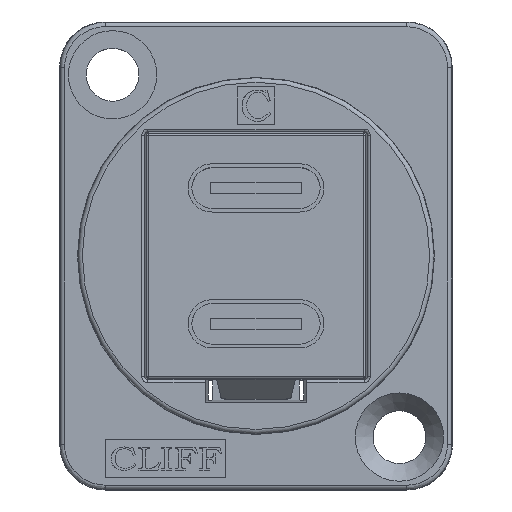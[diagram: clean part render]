
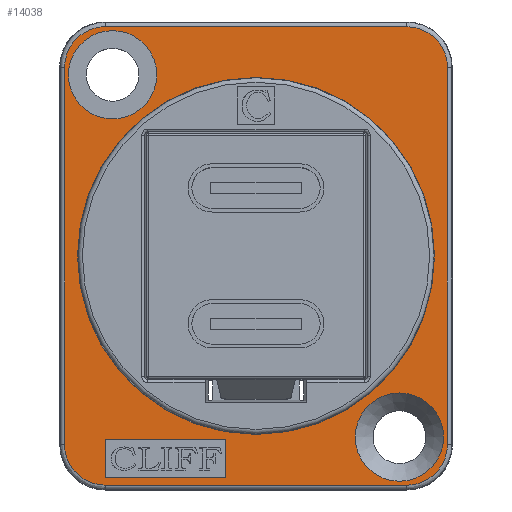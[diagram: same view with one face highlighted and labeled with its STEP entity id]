
A CAD part, top view. The second image highlights one B-rep face of the part: STEP entity #14038.
In plain terms, the highlighted planar face has unit normal (0, 0, 1).
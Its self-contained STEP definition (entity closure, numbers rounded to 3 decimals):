
#413=ELLIPSE('',#14896,2.7,2.7);
#414=ELLIPSE('',#14897,2.7,2.7);
#415=ELLIPSE('',#14898,2.7,2.7);
#416=ELLIPSE('',#14899,2.7,2.7);
#458=FACE_BOUND('',#5354,.T.);
#459=FACE_BOUND('',#5355,.T.);
#460=FACE_BOUND('',#5356,.T.);
#461=FACE_BOUND('',#5357,.T.);
#943=PLANE('',#14895);
#2346=LINE('',#24202,#3802);
#2350=LINE('',#24210,#3806);
#2353=LINE('',#24216,#3809);
#2356=LINE('',#24221,#3812);
#2390=LINE('',#24330,#3846);
#2391=LINE('',#24334,#3847);
#2392=LINE('',#24338,#3848);
#2393=LINE('',#24341,#3849);
#3802=VECTOR('',#17867,2.5);
#3806=VECTOR('',#17873,8.);
#3809=VECTOR('',#17878,2.5);
#3812=VECTOR('',#17883,8.);
#3846=VECTOR('',#17981,24.965);
#3847=VECTOR('',#17984,19.965);
#3848=VECTOR('',#17987,24.965);
#3849=VECTOR('',#17990,19.965);
#4615=FACE_OUTER_BOUND('',#5353,.T.);
#5353=EDGE_LOOP('',(#12490,#12491,#12492,#12493,#12494,#12495,#12496,#12497));
#5354=EDGE_LOOP('',(#12498,#12499,#12500,#12501));
#5355=EDGE_LOOP('',(#12502));
#5356=EDGE_LOOP('',(#12503));
#5357=EDGE_LOOP('',(#12504));
#5529=CIRCLE('',#14689,11.823);
#5574=CIRCLE('',#14900,2.925);
#5575=CIRCLE('',#14901,2.925);
#6476=VERTEX_POINT('',#22128);
#6789=VERTEX_POINT('',#24200);
#6790=VERTEX_POINT('',#24201);
#6793=VERTEX_POINT('',#24209);
#6795=VERTEX_POINT('',#24215);
#6824=VERTEX_POINT('',#24326);
#6825=VERTEX_POINT('',#24327);
#6826=VERTEX_POINT('',#24329);
#6827=VERTEX_POINT('',#24331);
#6828=VERTEX_POINT('',#24333);
#6829=VERTEX_POINT('',#24335);
#6830=VERTEX_POINT('',#24337);
#6831=VERTEX_POINT('',#24339);
#6832=VERTEX_POINT('',#24342);
#6833=VERTEX_POINT('',#24344);
#8186=EDGE_CURVE('',#6476,#6476,#5529,.T.);
#8675=EDGE_CURVE('',#6789,#6790,#2346,.T.);
#8679=EDGE_CURVE('',#6793,#6789,#2350,.T.);
#8682=EDGE_CURVE('',#6795,#6793,#2353,.T.);
#8685=EDGE_CURVE('',#6790,#6795,#2356,.T.);
#8734=EDGE_CURVE('',#6824,#6825,#413,.T.);
#8735=EDGE_CURVE('',#6826,#6824,#2390,.T.);
#8736=EDGE_CURVE('',#6827,#6826,#414,.T.);
#8737=EDGE_CURVE('',#6828,#6827,#2391,.T.);
#8738=EDGE_CURVE('',#6829,#6828,#415,.T.);
#8739=EDGE_CURVE('',#6830,#6829,#2392,.T.);
#8740=EDGE_CURVE('',#6831,#6830,#416,.T.);
#8741=EDGE_CURVE('',#6825,#6831,#2393,.T.);
#8742=EDGE_CURVE('',#6832,#6832,#5574,.T.);
#8743=EDGE_CURVE('',#6833,#6833,#5575,.T.);
#12490=ORIENTED_EDGE('',*,*,#8734,.F.);
#12491=ORIENTED_EDGE('',*,*,#8735,.F.);
#12492=ORIENTED_EDGE('',*,*,#8736,.F.);
#12493=ORIENTED_EDGE('',*,*,#8737,.F.);
#12494=ORIENTED_EDGE('',*,*,#8738,.F.);
#12495=ORIENTED_EDGE('',*,*,#8739,.F.);
#12496=ORIENTED_EDGE('',*,*,#8740,.F.);
#12497=ORIENTED_EDGE('',*,*,#8741,.F.);
#12498=ORIENTED_EDGE('',*,*,#8675,.T.);
#12499=ORIENTED_EDGE('',*,*,#8685,.T.);
#12500=ORIENTED_EDGE('',*,*,#8682,.T.);
#12501=ORIENTED_EDGE('',*,*,#8679,.T.);
#12502=ORIENTED_EDGE('',*,*,#8186,.T.);
#12503=ORIENTED_EDGE('',*,*,#8742,.T.);
#12504=ORIENTED_EDGE('',*,*,#8743,.T.);
#14038=ADVANCED_FACE('',(#4615,#458,#459,#460,#461),#943,.T.);
#14689=AXIS2_PLACEMENT_3D('',#22129,#17185,#17186);
#14895=AXIS2_PLACEMENT_3D('',#24325,#17977,#17978);
#14896=AXIS2_PLACEMENT_3D('',#24328,#17979,#17980);
#14897=AXIS2_PLACEMENT_3D('',#24332,#17982,#17983);
#14898=AXIS2_PLACEMENT_3D('',#24336,#17985,#17986);
#14899=AXIS2_PLACEMENT_3D('',#24340,#17988,#17989);
#14900=AXIS2_PLACEMENT_3D('',#24343,#17991,#17992);
#14901=AXIS2_PLACEMENT_3D('',#24345,#17993,#17994);
#17185=DIRECTION('center_axis',(0.,0.,
-1.));
#17186=DIRECTION('ref_axis',(-1.,0.,0.));
#17867=DIRECTION('',(0.,1.,0.));
#17873=DIRECTION('',(-1.,0.,0.));
#17878=DIRECTION('',(0.,-1.,0.));
#17883=DIRECTION('',(1.,0.,0.));
#17977=DIRECTION('center_axis',(0.,0.,
1.));
#17978=DIRECTION('ref_axis',(1.,0.,0.));
#17979=DIRECTION('center_axis',(0.,0.,
-1.));
#17980=DIRECTION('ref_axis',(-0.707,0.707,0.));
#17981=DIRECTION('',(0.,1.,0.));
#17982=DIRECTION('center_axis',(0.,0.,
-1.));
#17983=DIRECTION('ref_axis',(-0.707,-0.707,0.));
#17984=DIRECTION('',(-1.,0.,0.));
#17985=DIRECTION('center_axis',(0.,0.,
-1.));
#17986=DIRECTION('ref_axis',(0.707,-0.707,0.));
#17987=DIRECTION('',(0.,-1.,0.));
#17988=DIRECTION('center_axis',(0.,0.,
-1.));
#17989=DIRECTION('ref_axis',(0.707,0.707,0.));
#17990=DIRECTION('',(1.,0.,0.));
#17991=DIRECTION('center_axis',(0.,0.,
-1.));
#17992=DIRECTION('ref_axis',(1.,0.,0.));
#17993=DIRECTION('center_axis',(0.,0.,
-1.));
#17994=DIRECTION('ref_axis',(1.,0.,0.));
#22128=CARTESIAN_POINT('',(11.823,0.,2.3));
#22129=CARTESIAN_POINT('Origin',(0.,0.,
2.3));
#24200=CARTESIAN_POINT('',(-10.,-14.683,2.3));
#24201=CARTESIAN_POINT('',(-10.,-12.183,2.3));
#24202=CARTESIAN_POINT('',(-10.,-7.341,2.3));
#24209=CARTESIAN_POINT('',(-2.,-14.683,2.3));
#24210=CARTESIAN_POINT('',(-1.,-14.683,2.3));
#24215=CARTESIAN_POINT('',(-2.,-12.183,2.3));
#24216=CARTESIAN_POINT('',(-2.,-6.091,2.3));
#24221=CARTESIAN_POINT('',(-5.,-12.183,2.3));
#24325=CARTESIAN_POINT('Origin',(0.,0.,
2.3));
#24326=CARTESIAN_POINT('',(-12.683,12.483,2.3));
#24327=CARTESIAN_POINT('',(-9.983,15.183,2.3));
#24328=CARTESIAN_POINT('Origin',(-9.982,12.482,2.3));
#24329=CARTESIAN_POINT('',(-12.683,-12.483,2.3));
#24330=CARTESIAN_POINT('',(-12.683,-7.75,2.3));
#24331=CARTESIAN_POINT('',(-9.983,-15.183,2.3));
#24332=CARTESIAN_POINT('Origin',(-9.982,-12.482,2.3));
#24333=CARTESIAN_POINT('',(9.983,-15.183,2.3));
#24334=CARTESIAN_POINT('',(6.5,-15.183,2.3));
#24335=CARTESIAN_POINT('',(12.683,-12.483,2.3));
#24336=CARTESIAN_POINT('Origin',(9.982,-12.482,2.3));
#24337=CARTESIAN_POINT('',(12.683,12.483,2.3));
#24338=CARTESIAN_POINT('',(12.683,7.75,2.3));
#24339=CARTESIAN_POINT('',(9.983,15.183,2.3));
#24340=CARTESIAN_POINT('Origin',(9.982,12.482,2.3));
#24341=CARTESIAN_POINT('',(-6.5,15.183,2.3));
#24342=CARTESIAN_POINT('',(6.575,-12.,2.3));
#24343=CARTESIAN_POINT('Origin',(9.5,-12.,2.3));
#24344=CARTESIAN_POINT('',(-12.425,12.,2.3));
#24345=CARTESIAN_POINT('Origin',(-9.5,12.,2.3));
